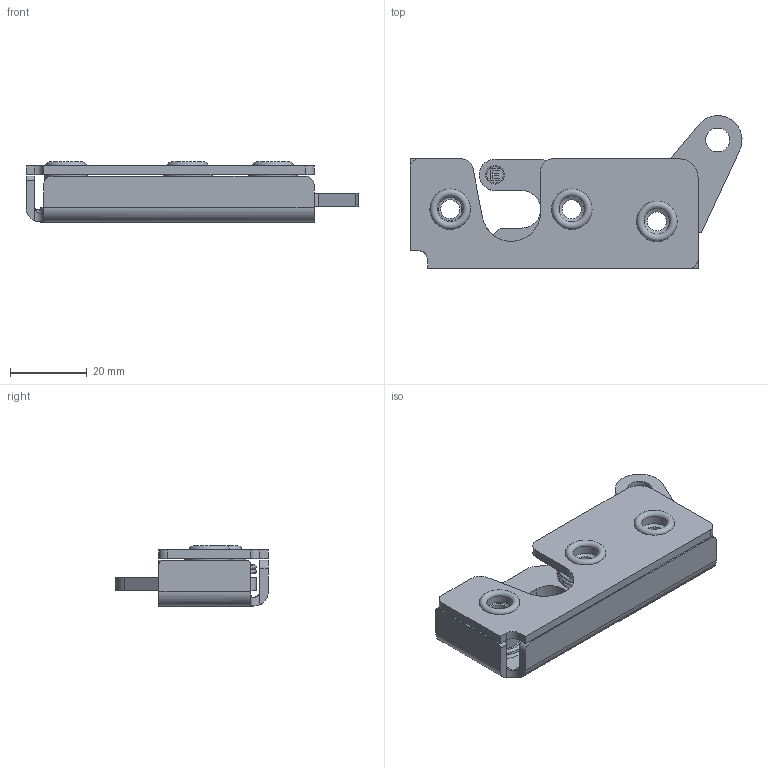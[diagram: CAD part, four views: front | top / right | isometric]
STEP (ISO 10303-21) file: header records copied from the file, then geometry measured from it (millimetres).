
FILE_DESCRIPTION(/* description */ (''),/* implementation_level */ '2;1');
FILE_NAME(/* name */ '8-247-BL_02_17_2022.stp',/* time_stamp */ '2022-02-17T13:04:19-05:00',/* author */ ('dtinay'),/* organization */ (''),/* preprocessor_version */ 'ST-DEVELOPER v18.1',/* originating_system */ 'Autodesk Inventor 2020',/* authorisation */ '');
FILE_SCHEMA (('AUTOMOTIVE_DESIGN { 1 0 10303 214 3 1 1 }'));
Length unit declared in the file: inch
Products named in the file (1): 8-247-BL_Shrinkwrap_1
Bounding box: 86.66 x 39.88 x 15.67 mm (x, y, z)
Volume: 15959.4 mm3; surface area: 16789.1 mm2
Topology: 1 solids, 1 shells, 589 faces, 1727 edges, 1106 vertices
Faces by surface type: plane 363, cylinder 123, bspline 52, torus 38, cone 13
Full cylindrical faces by diameter (mm): 1.118 x3, 4.318 x2, 4.826 x2, 4.978 x3, 6.223 x1, 6.629 x6, 8.42 x2, 8.484 x4, 11.112 x3, 11.367 x2, 12.7 x2
Entity records: 23349 total; most frequent: CARTESIAN_POINT 7044, ORIENTED_EDGE 3456, DIRECTION 3081, EDGE_CURVE 1728, VERTEX_POINT 1106, LINE 1043, VECTOR 1043, AXIS2_PLACEMENT_3D 1019
